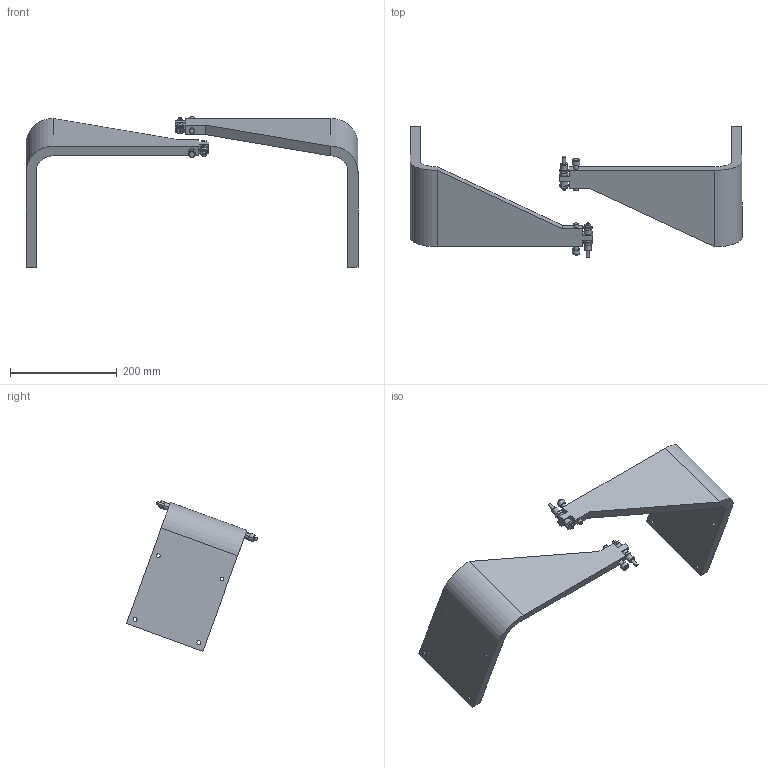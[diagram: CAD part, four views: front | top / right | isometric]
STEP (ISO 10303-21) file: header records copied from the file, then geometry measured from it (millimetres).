
FILE_DESCRIPTION(('OneSpaceDesigner STEP Export'),'2;1');
FILE_NAME('HARD_STOP_ASSY.stp','2004-01-28T 8:43:31',(''),(''),'OneSpace Designer STEP processor (Jan. 2003) for AP214(CD)(Solid Model)','OneSpace Designer 12.00 10-Sep-2003 (C) CoCreate Software GmbH','');
FILE_SCHEMA(('AUTOMOTIVE_DESIGN_CC2 {1 2 10303 214 -1 1 5 1}'));
Length unit declared in the file: millimetre
Products named in the file (8): LIMIT_SWITCH_EGT1-4; LIMIT_SWITCH_EGT1-4NUT; LIMIT_SWITCH_EGT1-NUTt2; LIMIT_STOP_SCREW_1; LIMIT_SWITCH_ASSY; HARD_STOP_ARM; MONO_HARD_STOP_ASSY_R; MONO_HARD_STOP_ASSY
Assembly tree (8 placements, depth 4):
  MONO_HARD_STOP_ASSY
    MONO_HARD_STOP_ASSY_R  x2
      HARD_STOP_ARM
      LIMIT_SWITCH_ASSY
        LIMIT_STOP_SCREW_1
        LIMIT_SWITCH_EGT1-NUTt2
        LIMIT_SWITCH_EGT1-4NUT
        LIMIT_SWITCH_EGT1-4
Bounding box: 622.17 x 245.79 x 282.28 mm (x, y, z)
Volume: 2379700.5 mm3; surface area: 317080.5 mm2
Topology: 10 solids, 10 shells, 208 faces, 514 edges, 332 vertices
Faces by surface type: cylinder 98, plane 90, cone 16, sphere 4
Entity records: 3011 total; most frequent: ORIENTED_EDGE 510, CARTESIAN_POINT 468, DIRECTION 456, EDGE_CURVE 255, VERTEX_POINT 166, AXIS2_PLACEMENT_3D 154, VECTOR 148, LINE 148
